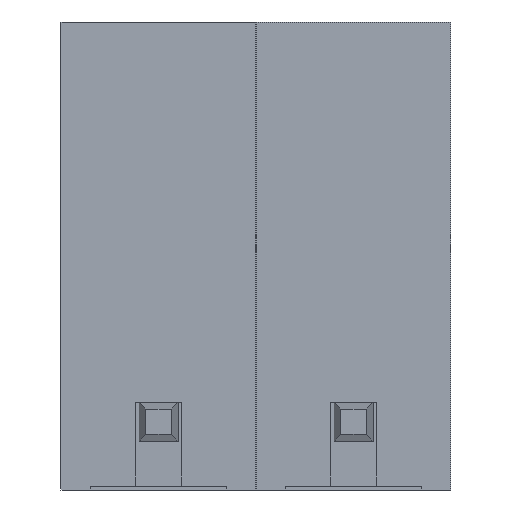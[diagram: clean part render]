
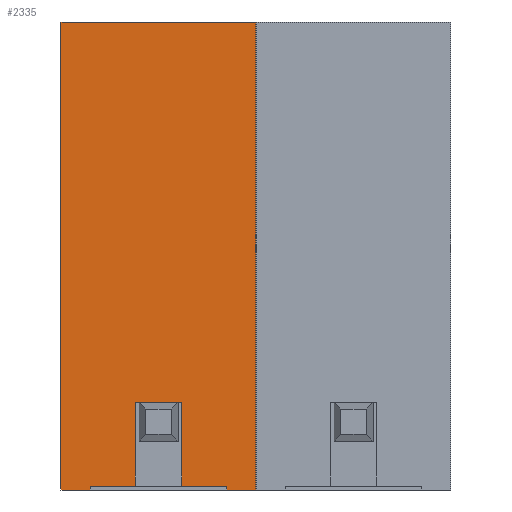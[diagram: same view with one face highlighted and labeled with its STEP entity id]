
A CAD part, front view. The second image highlights one B-rep face of the part: STEP entity #2335.
In plain terms, the highlighted planar face has unit normal (0, -1, 0).
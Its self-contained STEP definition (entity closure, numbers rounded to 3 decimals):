
#40 = EDGE_CURVE ( 'NONE', #4765, #320, #4898, .T. ) ;
#320 = VERTEX_POINT ( 'NONE', #1427 ) ;
#427 = ORIENTED_EDGE ( 'NONE', *, *, #40, .F. ) ;
#439 = VERTEX_POINT ( 'NONE', #3397 ) ;
#456 = ORIENTED_EDGE ( 'NONE', *, *, #6250, .T. ) ;
#571 = CARTESIAN_POINT ( 'NONE',  ( -2.5, 0., 12. ) ) ;
#759 = CARTESIAN_POINT ( 'NONE',  ( -2.5, 0., 0. ) ) ;
#794 = CARTESIAN_POINT ( 'NONE',  ( -2.5, 0., 12. ) ) ;
#912 = ORIENTED_EDGE ( 'NONE', *, *, #4466, .F. ) ;
#1037 = CARTESIAN_POINT ( 'NONE',  ( -0.6, 0., 0.1 ) ) ;
#1096 = DIRECTION ( 'NONE',  ( 0., 0., -1. ) ) ;
#1161 = DIRECTION ( 'NONE',  ( -1., 0., 0. ) ) ;
#1174 = CARTESIAN_POINT ( 'NONE',  ( -0.6, 0., 2.25 ) ) ;
#1226 = VERTEX_POINT ( 'NONE', #2287 ) ;
#1243 = EDGE_LOOP ( 'NONE', ( #456, #4994, #7404, #912, #5485, #6475, #427, #2402, #5703, #3384, #7925, #5915 ) ) ;
#1282 = VECTOR ( 'NONE', #7706, 1000. ) ;
#1290 = VERTEX_POINT ( 'NONE', #759 ) ;
#1361 = EDGE_CURVE ( 'NONE', #3801, #4882, #6954, .T. ) ;
#1427 = CARTESIAN_POINT ( 'NONE',  ( 0.6, 0., 0.1 ) ) ;
#1560 = VECTOR ( 'NONE', #3247, 1000. ) ;
#1873 = CARTESIAN_POINT ( 'NONE',  ( -2.5, 0., 0. ) ) ;
#1915 = CARTESIAN_POINT ( 'NONE',  ( 1.75, 0., 0.1 ) ) ;
#2013 = CARTESIAN_POINT ( 'NONE',  ( 1.75, 0., 0.1 ) ) ;
#2055 = LINE ( 'NONE', #7747, #5173 ) ;
#2063 = VECTOR ( 'NONE', #4714, 1000. ) ;
#2114 = CARTESIAN_POINT ( 'NONE',  ( -2.5, 0., 12. ) ) ;
#2115 = CARTESIAN_POINT ( 'NONE',  ( 0.6, 0., 2.25 ) ) ;
#2218 = VERTEX_POINT ( 'NONE', #3216 ) ;
#2270 = DIRECTION ( 'NONE',  ( 0., 1., 0. ) ) ;
#2287 = CARTESIAN_POINT ( 'NONE',  ( -1.75, 0., 0. ) ) ;
#2335 = ADVANCED_FACE ( 'NONE', ( #5954 ), #5505, .F. ) ;
#2402 = ORIENTED_EDGE ( 'NONE', *, *, #5623, .T. ) ;
#2481 = VERTEX_POINT ( 'NONE', #5067 ) ;
#2732 = VECTOR ( 'NONE', #7902, 1000. ) ;
#2789 = CARTESIAN_POINT ( 'NONE',  ( 0.6, 0., 2.25 ) ) ;
#2892 = DIRECTION ( 'NONE',  ( 0., 0., 1. ) ) ;
#3112 = DIRECTION ( 'NONE',  ( 1., 0., 0. ) ) ;
#3118 = CARTESIAN_POINT ( 'NONE',  ( 1.75, 0., 0. ) ) ;
#3216 = CARTESIAN_POINT ( 'NONE',  ( 0.6, 0., 2.25 ) ) ;
#3247 = DIRECTION ( 'NONE',  ( 1., 0., 0. ) ) ;
#3266 = DIRECTION ( 'NONE',  ( 0., 0., -1. ) ) ;
#3318 = CARTESIAN_POINT ( 'NONE',  ( 2.5, 0., 12. ) ) ;
#3372 = EDGE_CURVE ( 'NONE', #6896, #3389, #6234, .T. ) ;
#3384 = ORIENTED_EDGE ( 'NONE', *, *, #5729, .F. ) ;
#3389 = VERTEX_POINT ( 'NONE', #6825 ) ;
#3397 = CARTESIAN_POINT ( 'NONE',  ( -0.6, 0., 2.25 ) ) ;
#3496 = LINE ( 'NONE', #571, #6689 ) ;
#3657 = DIRECTION ( 'NONE',  ( 0., 0., -1. ) ) ;
#3766 = VECTOR ( 'NONE', #4354, 1000. ) ;
#3801 = VERTEX_POINT ( 'NONE', #2114 ) ;
#3867 = LINE ( 'NONE', #1915, #4131 ) ;
#4131 = VECTOR ( 'NONE', #3266, 1000. ) ;
#4246 = CARTESIAN_POINT ( 'NONE',  ( -2.5, 0., 0. ) ) ;
#4349 = EDGE_CURVE ( 'NONE', #2218, #320, #7684, .T. ) ;
#4354 = DIRECTION ( 'NONE',  ( 1., 0., 0. ) ) ;
#4466 = EDGE_CURVE ( 'NONE', #439, #4694, #7380, .T. ) ;
#4694 = VERTEX_POINT ( 'NONE', #1037 ) ;
#4714 = DIRECTION ( 'NONE',  ( -1., 0., 0. ) ) ;
#4737 = DIRECTION ( 'NONE',  ( 0., 0., -1. ) ) ;
#4765 = VERTEX_POINT ( 'NONE', #2013 ) ;
#4882 = VERTEX_POINT ( 'NONE', #3318 ) ;
#4898 = LINE ( 'NONE', #7320, #6362 ) ;
#4966 = LINE ( 'NONE', #1873, #3766 ) ;
#4994 = ORIENTED_EDGE ( 'NONE', *, *, #6091, .F. ) ;
#5067 = CARTESIAN_POINT ( 'NONE',  ( -1.75, 0., 0.1 ) ) ;
#5173 = VECTOR ( 'NONE', #7108, 1000. ) ;
#5322 = LINE ( 'NONE', #5971, #2732 ) ;
#5386 = CARTESIAN_POINT ( 'NONE',  ( -2.5, 0., 12. ) ) ;
#5485 = ORIENTED_EDGE ( 'NONE', *, *, #5738, .F. ) ;
#5505 = PLANE ( 'NONE',  #6279 ) ;
#5623 = EDGE_CURVE ( 'NONE', #4765, #6896, #3867, .T. ) ;
#5655 = VECTOR ( 'NONE', #3657, 1000. ) ;
#5703 = ORIENTED_EDGE ( 'NONE', *, *, #3372, .T. ) ;
#5729 = EDGE_CURVE ( 'NONE', #4882, #3389, #2055, .T. ) ;
#5738 = EDGE_CURVE ( 'NONE', #2218, #439, #6992, .T. ) ;
#5779 = EDGE_CURVE ( 'NONE', #4694, #2481, #7361, .T. ) ;
#5915 = ORIENTED_EDGE ( 'NONE', *, *, #7046, .T. ) ;
#5954 = FACE_OUTER_BOUND ( 'NONE', #1243, .T. ) ;
#5971 = CARTESIAN_POINT ( 'NONE',  ( -1.75, 0., 0.1 ) ) ;
#6091 = EDGE_CURVE ( 'NONE', #2481, #1226, #5322, .T. ) ;
#6234 = LINE ( 'NONE', #4246, #6303 ) ;
#6250 = EDGE_CURVE ( 'NONE', #1290, #1226, #4966, .T. ) ;
#6279 = AXIS2_PLACEMENT_3D ( 'NONE', #5386, #2270, #2892 ) ;
#6303 = VECTOR ( 'NONE', #3112, 1000. ) ;
#6362 = VECTOR ( 'NONE', #1161, 1000. ) ;
#6430 = VECTOR ( 'NONE', #4737, 1000. ) ;
#6475 = ORIENTED_EDGE ( 'NONE', *, *, #4349, .T. ) ;
#6689 = VECTOR ( 'NONE', #1096, 1000. ) ;
#6825 = CARTESIAN_POINT ( 'NONE',  ( 2.5, 0., 0. ) ) ;
#6896 = VERTEX_POINT ( 'NONE', #3118 ) ;
#6954 = LINE ( 'NONE', #794, #1560 ) ;
#6992 = LINE ( 'NONE', #2789, #1282 ) ;
#7046 = EDGE_CURVE ( 'NONE', #3801, #1290, #3496, .T. ) ;
#7108 = DIRECTION ( 'NONE',  ( 0., 0., -1. ) ) ;
#7273 = CARTESIAN_POINT ( 'NONE',  ( 1.75, 0., 0.1 ) ) ;
#7320 = CARTESIAN_POINT ( 'NONE',  ( 1.75, 0., 0.1 ) ) ;
#7361 = LINE ( 'NONE', #7273, #2063 ) ;
#7380 = LINE ( 'NONE', #1174, #5655 ) ;
#7404 = ORIENTED_EDGE ( 'NONE', *, *, #5779, .F. ) ;
#7684 = LINE ( 'NONE', #2115, #6430 ) ;
#7706 = DIRECTION ( 'NONE',  ( -1., 0., 0. ) ) ;
#7747 = CARTESIAN_POINT ( 'NONE',  ( 2.5, 0., 12. ) ) ;
#7902 = DIRECTION ( 'NONE',  ( 0., 0., -1. ) ) ;
#7925 = ORIENTED_EDGE ( 'NONE', *, *, #1361, .F. ) ;
